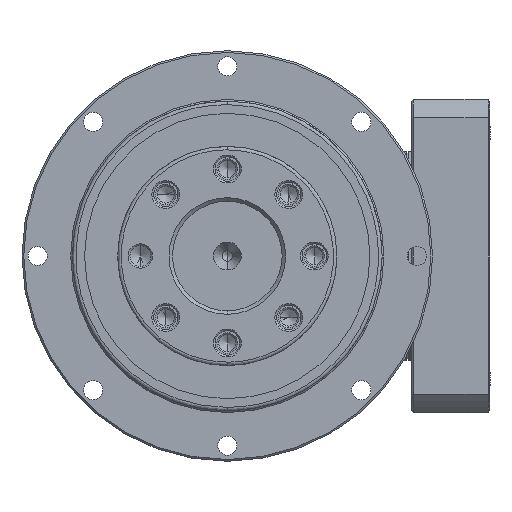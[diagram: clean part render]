
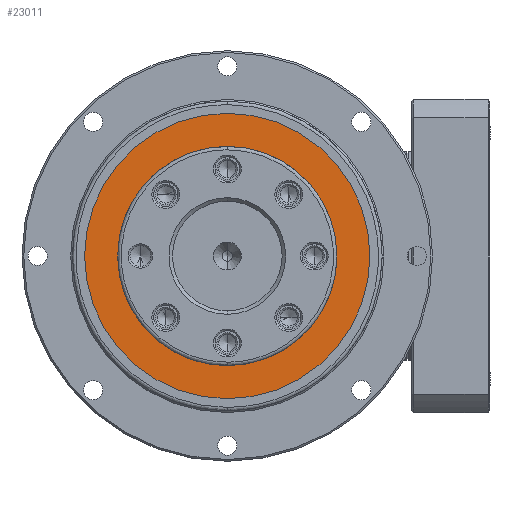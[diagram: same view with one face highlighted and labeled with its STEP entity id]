
A CAD part, left-side view. The second image highlights one B-rep face of the part: STEP entity #23011.
In plain terms, the highlighted face is planar.
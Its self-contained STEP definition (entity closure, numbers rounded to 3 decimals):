
#711 = DIRECTION ( 'NONE',  ( -1., 0., 0. ) ) ;
#1137 = EDGE_CURVE ( 'NONE', #11316, #13974, #33047, .T. ) ;
#2145 = CIRCLE ( 'NONE', #20816, 31.5 ) ;
#4657 = DIRECTION ( 'NONE',  ( 1., 0., 0. ) ) ;
#5735 = CARTESIAN_POINT ( 'NONE',  ( -50.51, 0., -41. ) ) ;
#6961 = AXIS2_PLACEMENT_3D ( 'NONE', #28029, #11701, #30794 ) ;
#9455 = AXIS2_PLACEMENT_3D ( 'NONE', #13911, #13869, #13830 ) ;
#9961 = PLANE ( 'NONE',  #28782 ) ;
#11316 = VERTEX_POINT ( 'NONE', #28872 ) ;
#11701 = DIRECTION ( 'NONE',  ( 1., 0., 0. ) ) ;
#13830 = DIRECTION ( 'NONE',  ( 0., 0., -1. ) ) ;
#13869 = DIRECTION ( 'NONE',  ( -1., 0., 0. ) ) ;
#13911 = CARTESIAN_POINT ( 'NONE',  ( -50.51, 0., 0. ) ) ;
#13974 = VERTEX_POINT ( 'NONE', #31295 ) ;
#14792 = DIRECTION ( 'NONE',  ( 1., 0., 0. ) ) ;
#15047 = VERTEX_POINT ( 'NONE', #5735 ) ;
#17550 = CARTESIAN_POINT ( 'NONE',  ( -50.51, 0., 0. ) ) ;
#19082 = ORIENTED_EDGE ( 'NONE', *, *, #23586, .T. ) ;
#19488 = EDGE_LOOP ( 'NONE', ( #33850, #19082 ) ) ;
#20234 = DIRECTION ( 'NONE',  ( 0., 0., -1. ) ) ;
#20816 = AXIS2_PLACEMENT_3D ( 'NONE', #17550, #711, #20234 ) ;
#20916 = FACE_BOUND ( 'NONE', #24134, .T. ) ;
#21231 = CARTESIAN_POINT ( 'NONE',  ( -50.51, 0., 0. ) ) ;
#23011 = ADVANCED_FACE ( 'NONE', ( #28140, #20916 ), #9961, .T. ) ;
#23161 = CARTESIAN_POINT ( 'NONE',  ( -50.51, 0., 41. ) ) ;
#23586 = EDGE_CURVE ( 'NONE', #15047, #27718, #33677, .T. ) ;
#23963 = DIRECTION ( 'NONE',  ( 0., 0., -1. ) ) ;
#24134 = EDGE_LOOP ( 'NONE', ( #33959, #29173 ) ) ;
#27663 = EDGE_CURVE ( 'NONE', #13974, #11316, #2145, .T. ) ;
#27718 = VERTEX_POINT ( 'NONE', #23161 ) ;
#28029 = CARTESIAN_POINT ( 'NONE',  ( -50.51, 0., 0. ) ) ;
#28140 = FACE_OUTER_BOUND ( 'NONE', #19488, .T. ) ;
#28319 = EDGE_CURVE ( 'NONE', #27718, #15047, #30536, .T. ) ;
#28782 = AXIS2_PLACEMENT_3D ( 'NONE', #21231, #4657, #23963 ) ;
#28872 = CARTESIAN_POINT ( 'NONE',  ( -50.51, 0., -31.5 ) ) ;
#29057 = AXIS2_PLACEMENT_3D ( 'NONE', #31040, #14792, #33866 ) ;
#29173 = ORIENTED_EDGE ( 'NONE', *, *, #27663, .T. ) ;
#30536 = CIRCLE ( 'NONE', #29057, 41. ) ;
#30794 = DIRECTION ( 'NONE',  ( 0., 0., 1. ) ) ;
#31040 = CARTESIAN_POINT ( 'NONE',  ( -50.51, 0., 0. ) ) ;
#31295 = CARTESIAN_POINT ( 'NONE',  ( -50.51, 0., 31.5 ) ) ;
#33047 = CIRCLE ( 'NONE', #9455, 31.5 ) ;
#33677 = CIRCLE ( 'NONE', #6961, 41. ) ;
#33850 = ORIENTED_EDGE ( 'NONE', *, *, #28319, .T. ) ;
#33866 = DIRECTION ( 'NONE',  ( 0., 0., 1. ) ) ;
#33959 = ORIENTED_EDGE ( 'NONE', *, *, #1137, .T. ) ;
